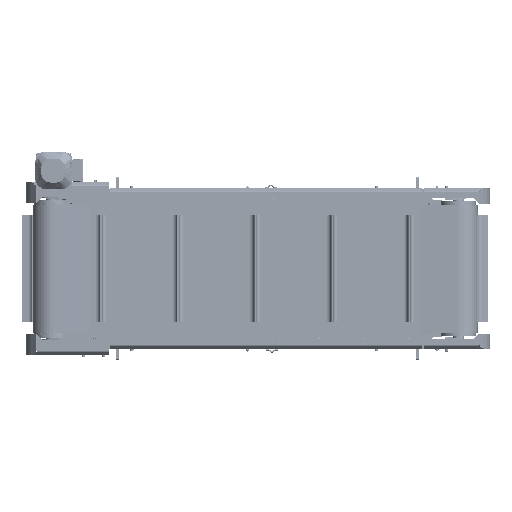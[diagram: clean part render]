
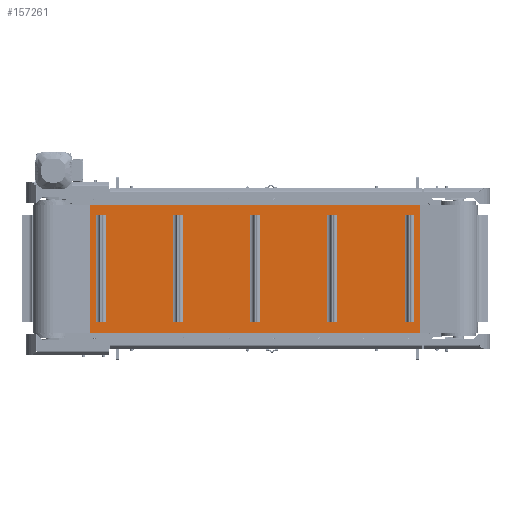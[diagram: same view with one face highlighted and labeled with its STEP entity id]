
A CAD part, left-side view. The second image highlights one B-rep face of the part: STEP entity #157261.
In plain terms, the highlighted planar face has unit normal (-1, 0, 0).
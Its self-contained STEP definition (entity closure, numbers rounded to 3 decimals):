
#8332=LINE('',#228524,#21651);
#8345=LINE('',#228562,#21664);
#18182=LINE('',#274333,#31501);
#18183=LINE('',#274334,#31502);
#18184=LINE('',#274337,#31503);
#18185=LINE('',#274339,#31504);
#18186=LINE('',#274341,#31505);
#18187=LINE('',#274342,#31506);
#18188=LINE('',#274345,#31507);
#18189=LINE('',#274347,#31508);
#18190=LINE('',#274349,#31509);
#18191=LINE('',#274350,#31510);
#18192=LINE('',#274353,#31511);
#18193=LINE('',#274355,#31512);
#18194=LINE('',#274357,#31513);
#18195=LINE('',#274358,#31514);
#18196=LINE('',#274361,#31515);
#18197=LINE('',#274363,#31516);
#18198=LINE('',#274365,#31517);
#18199=LINE('',#274366,#31518);
#18200=LINE('',#274369,#31519);
#18201=LINE('',#274371,#31520);
#18202=LINE('',#274373,#31521);
#18203=LINE('',#274374,#31522);
#21651=VECTOR('',#179209,10.);
#21664=VECTOR('',#179238,10.);
#31501=VECTOR('',#206077,10.);
#31502=VECTOR('',#206078,10.);
#31503=VECTOR('',#206079,10.);
#31504=VECTOR('',#206080,10.);
#31505=VECTOR('',#206081,10.);
#31506=VECTOR('',#206082,10.);
#31507=VECTOR('',#206083,10.);
#31508=VECTOR('',#206084,10.);
#31509=VECTOR('',#206085,10.);
#31510=VECTOR('',#206086,10.);
#31511=VECTOR('',#206087,10.);
#31512=VECTOR('',#206088,10.);
#31513=VECTOR('',#206089,10.);
#31514=VECTOR('',#206090,10.);
#31515=VECTOR('',#206091,10.);
#31516=VECTOR('',#206092,10.);
#31517=VECTOR('',#206093,10.);
#31518=VECTOR('',#206094,10.);
#31519=VECTOR('',#206095,10.);
#31520=VECTOR('',#206096,10.);
#31521=VECTOR('',#206097,10.);
#31522=VECTOR('',#206098,10.);
#34333=FACE_BOUND('',#51197,.T.);
#34334=FACE_BOUND('',#51198,.T.);
#34335=FACE_BOUND('',#51199,.T.);
#34336=FACE_BOUND('',#51200,.T.);
#34337=FACE_BOUND('',#51201,.T.);
#41825=FACE_OUTER_BOUND('',#51196,.T.);
#51196=EDGE_LOOP('',(#132321,#132322,#132323,#132324));
#51197=EDGE_LOOP('',(#132325,#132326,#132327,#132328));
#51198=EDGE_LOOP('',(#132329,#132330,#132331,#132332));
#51199=EDGE_LOOP('',(#132333,#132334,#132335,#132336));
#51200=EDGE_LOOP('',(#132337,#132338,#132339,#132340));
#51201=EDGE_LOOP('',(#132341,#132342,#132343,#132344));
#60198=VERTEX_POINT('',#228522);
#60199=VERTEX_POINT('',#228523);
#60215=VERTEX_POINT('',#228560);
#60216=VERTEX_POINT('',#228561);
#70022=VERTEX_POINT('',#274335);
#70023=VERTEX_POINT('',#274336);
#70024=VERTEX_POINT('',#274338);
#70025=VERTEX_POINT('',#274340);
#70026=VERTEX_POINT('',#274343);
#70027=VERTEX_POINT('',#274344);
#70028=VERTEX_POINT('',#274346);
#70029=VERTEX_POINT('',#274348);
#70030=VERTEX_POINT('',#274351);
#70031=VERTEX_POINT('',#274352);
#70032=VERTEX_POINT('',#274354);
#70033=VERTEX_POINT('',#274356);
#70034=VERTEX_POINT('',#274359);
#70035=VERTEX_POINT('',#274360);
#70036=VERTEX_POINT('',#274362);
#70037=VERTEX_POINT('',#274364);
#70038=VERTEX_POINT('',#274367);
#70039=VERTEX_POINT('',#274368);
#70040=VERTEX_POINT('',#274370);
#70041=VERTEX_POINT('',#274372);
#75664=EDGE_CURVE('',#60198,#60199,#8332,.T.);
#75683=EDGE_CURVE('',#60215,#60216,#8345,.T.);
#91018=EDGE_CURVE('',#60215,#60199,#18182,.T.);
#91019=EDGE_CURVE('',#60198,#60216,#18183,.T.);
#91020=EDGE_CURVE('',#70022,#70023,#18184,.T.);
#91021=EDGE_CURVE('',#70023,#70024,#18185,.T.);
#91022=EDGE_CURVE('',#70024,#70025,#18186,.T.);
#91023=EDGE_CURVE('',#70025,#70022,#18187,.T.);
#91024=EDGE_CURVE('',#70026,#70027,#18188,.T.);
#91025=EDGE_CURVE('',#70027,#70028,#18189,.T.);
#91026=EDGE_CURVE('',#70028,#70029,#18190,.T.);
#91027=EDGE_CURVE('',#70029,#70026,#18191,.T.);
#91028=EDGE_CURVE('',#70030,#70031,#18192,.T.);
#91029=EDGE_CURVE('',#70031,#70032,#18193,.T.);
#91030=EDGE_CURVE('',#70032,#70033,#18194,.T.);
#91031=EDGE_CURVE('',#70033,#70030,#18195,.T.);
#91032=EDGE_CURVE('',#70034,#70035,#18196,.T.);
#91033=EDGE_CURVE('',#70035,#70036,#18197,.T.);
#91034=EDGE_CURVE('',#70036,#70037,#18198,.T.);
#91035=EDGE_CURVE('',#70037,#70034,#18199,.T.);
#91036=EDGE_CURVE('',#70038,#70039,#18200,.T.);
#91037=EDGE_CURVE('',#70039,#70040,#18201,.T.);
#91038=EDGE_CURVE('',#70040,#70041,#18202,.T.);
#91039=EDGE_CURVE('',#70041,#70038,#18203,.T.);
#132321=ORIENTED_EDGE('',*,*,#91018,.T.);
#132322=ORIENTED_EDGE('',*,*,#75664,.F.);
#132323=ORIENTED_EDGE('',*,*,#91019,.T.);
#132324=ORIENTED_EDGE('',*,*,#75683,.F.);
#132325=ORIENTED_EDGE('',*,*,#91020,.T.);
#132326=ORIENTED_EDGE('',*,*,#91021,.T.);
#132327=ORIENTED_EDGE('',*,*,#91022,.T.);
#132328=ORIENTED_EDGE('',*,*,#91023,.T.);
#132329=ORIENTED_EDGE('',*,*,#91024,.T.);
#132330=ORIENTED_EDGE('',*,*,#91025,.T.);
#132331=ORIENTED_EDGE('',*,*,#91026,.T.);
#132332=ORIENTED_EDGE('',*,*,#91027,.T.);
#132333=ORIENTED_EDGE('',*,*,#91028,.T.);
#132334=ORIENTED_EDGE('',*,*,#91029,.T.);
#132335=ORIENTED_EDGE('',*,*,#91030,.T.);
#132336=ORIENTED_EDGE('',*,*,#91031,.T.);
#132337=ORIENTED_EDGE('',*,*,#91032,.T.);
#132338=ORIENTED_EDGE('',*,*,#91033,.T.);
#132339=ORIENTED_EDGE('',*,*,#91034,.T.);
#132340=ORIENTED_EDGE('',*,*,#91035,.T.);
#132341=ORIENTED_EDGE('',*,*,#91036,.T.);
#132342=ORIENTED_EDGE('',*,*,#91037,.T.);
#132343=ORIENTED_EDGE('',*,*,#91038,.T.);
#132344=ORIENTED_EDGE('',*,*,#91039,.T.);
#141350=PLANE('',#169513);
#157261=ADVANCED_FACE('',(#41825,#34333,#34334,#34335,#34336,#34337),#141350,
 .T.);
#169513=AXIS2_PLACEMENT_3D('',#274332,#206075,#206076);
#179209=DIRECTION('',(0.,-1.,0.));
#179238=DIRECTION('',(0.,1.,0.));
#206075=DIRECTION('center_axis',(-1.,0.,0.));
#206076=DIRECTION('ref_axis',(0.,-1.,0.));
#206077=DIRECTION('',(0.,0.,1.));
#206078=DIRECTION('',(0.,0.,-1.));
#206079=DIRECTION('',(0.,1.,0.));
#206080=DIRECTION('',(0.,0.,1.));
#206081=DIRECTION('',(0.,-1.,0.));
#206082=DIRECTION('',(0.,0.,-1.));
#206083=DIRECTION('',(0.,1.,0.));
#206084=DIRECTION('',(0.,0.,1.));
#206085=DIRECTION('',(0.,-1.,0.));
#206086=DIRECTION('',(0.,0.,-1.));
#206087=DIRECTION('',(0.,1.,0.));
#206088=DIRECTION('',(0.,0.,1.));
#206089=DIRECTION('',(0.,-1.,0.));
#206090=DIRECTION('',(0.,0.,-1.));
#206091=DIRECTION('',(0.,1.,0.));
#206092=DIRECTION('',(0.,0.,1.));
#206093=DIRECTION('',(0.,-1.,0.));
#206094=DIRECTION('',(0.,0.,-1.));
#206095=DIRECTION('',(0.,1.,0.));
#206096=DIRECTION('',(0.,0.,1.));
#206097=DIRECTION('',(0.,-1.,0.));
#206098=DIRECTION('',(0.,0.,-1.));
#228522=CARTESIAN_POINT('',(-157.35,742.101,300.));
#228523=CARTESIAN_POINT('',(-157.35,-800.901,300.));
#228524=CARTESIAN_POINT('',(-157.35,742.101,300.));
#228560=CARTESIAN_POINT('',(-157.35,-800.901,-300.));
#228561=CARTESIAN_POINT('',(-157.35,742.101,-300.));
#228562=CARTESIAN_POINT('',(-157.35,742.101,-300.));
#274332=CARTESIAN_POINT('Origin',(-157.35,742.101,0.));
#274333=CARTESIAN_POINT('',(-157.35,-800.901,0.));
#274334=CARTESIAN_POINT('',(-157.35,742.101,0.));
#274335=CARTESIAN_POINT('',(-157.35,-772.574,-250.));
#274336=CARTESIAN_POINT('',(-157.35,-728.574,-250.));
#274337=CARTESIAN_POINT('',(-157.35,-4.237,-250.));
#274338=CARTESIAN_POINT('',(-157.35,-728.574,250.));
#274339=CARTESIAN_POINT('',(-157.35,-728.574,0.));
#274340=CARTESIAN_POINT('',(-157.35,-772.574,250.));
#274341=CARTESIAN_POINT('',(-157.35,-4.237,250.));
#274342=CARTESIAN_POINT('',(-157.35,-772.574,0.));
#274343=CARTESIAN_POINT('',(-157.35,-411.991,-250.));
#274344=CARTESIAN_POINT('',(-157.35,-367.991,-250.));
#274345=CARTESIAN_POINT('',(-157.35,176.055,-250.));
#274346=CARTESIAN_POINT('',(-157.35,-367.991,250.));
#274347=CARTESIAN_POINT('',(-157.35,-367.991,0.));
#274348=CARTESIAN_POINT('',(-157.35,-411.991,250.));
#274349=CARTESIAN_POINT('',(-157.35,176.055,250.));
#274350=CARTESIAN_POINT('',(-157.35,-411.991,0.));
#274351=CARTESIAN_POINT('',(-157.35,-51.408,-250.));
#274352=CARTESIAN_POINT('',(-157.35,-7.408,-250.));
#274353=CARTESIAN_POINT('',(-157.35,356.346,-250.));
#274354=CARTESIAN_POINT('',(-157.35,-7.408,250.));
#274355=CARTESIAN_POINT('',(-157.35,-7.408,0.));
#274356=CARTESIAN_POINT('',(-157.35,-51.408,250.));
#274357=CARTESIAN_POINT('',(-157.35,356.346,250.));
#274358=CARTESIAN_POINT('',(-157.35,-51.408,0.));
#274359=CARTESIAN_POINT('',(-157.35,309.175,-250.));
#274360=CARTESIAN_POINT('',(-157.35,353.175,-250.));
#274361=CARTESIAN_POINT('',(-157.35,536.638,-250.));
#274362=CARTESIAN_POINT('',(-157.35,353.175,250.));
#274363=CARTESIAN_POINT('',(-157.35,353.175,0.));
#274364=CARTESIAN_POINT('',(-157.35,309.175,250.));
#274365=CARTESIAN_POINT('',(-157.35,536.638,250.));
#274366=CARTESIAN_POINT('',(-157.35,309.175,0.));
#274367=CARTESIAN_POINT('',(-157.35,669.758,-250.));
#274368=CARTESIAN_POINT('',(-157.35,713.758,-250.));
#274369=CARTESIAN_POINT('',(-157.35,716.929,-250.));
#274370=CARTESIAN_POINT('',(-157.35,713.758,250.));
#274371=CARTESIAN_POINT('',(-157.35,713.758,0.));
#274372=CARTESIAN_POINT('',(-157.35,669.758,250.));
#274373=CARTESIAN_POINT('',(-157.35,716.929,250.));
#274374=CARTESIAN_POINT('',(-157.35,669.758,0.));
